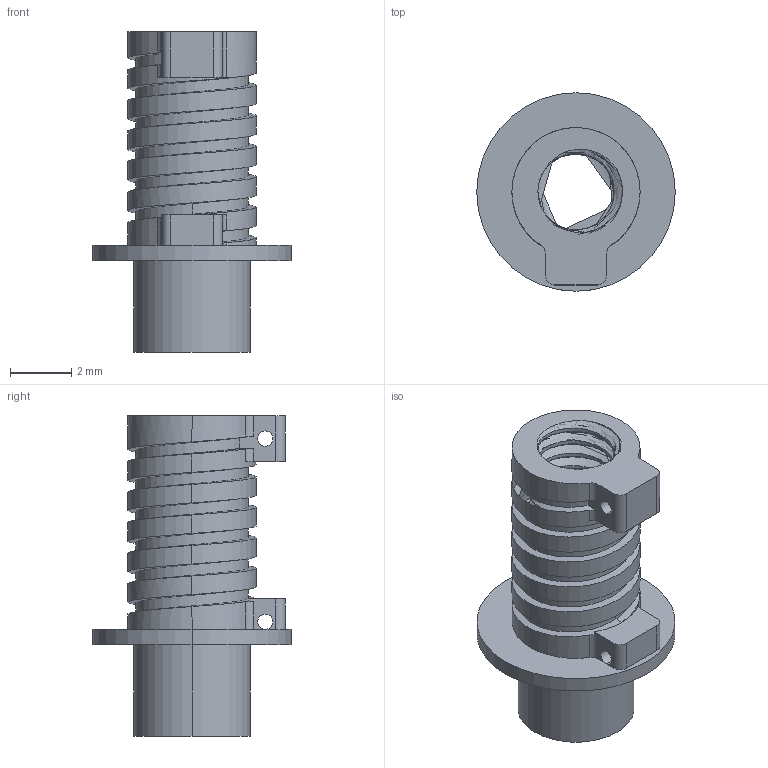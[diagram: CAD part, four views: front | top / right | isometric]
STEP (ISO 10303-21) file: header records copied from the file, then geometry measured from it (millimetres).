
FILE_DESCRIPTION (( 'STEP AP214' ), '1' );
FILE_NAME ('757562_002.STEP', '2024-04-21T06:15:23', ( '' ), ( '' ), 'SwSTEP 2.0', 'SolidWorks 2021', '' );
FILE_SCHEMA (( 'AUTOMOTIVE_DESIGN' ));
Length unit declared in the file: millimetre
Products named in the file (1): 757562_002
Bounding box: 6.5 x 6.5 x 10.5 mm (x, y, z)
Volume: 83.2 mm3; surface area: 383.7 mm2
Topology: 1 solids, 1 shells, 100 faces, 285 edges, 187 vertices
Faces by surface type: cylinder 76, plane 12, bspline 10, cone 2
Entity records: 9708 total; most frequent: CARTESIAN_POINT 7406, ORIENTED_EDGE 570, DIRECTION 375, EDGE_CURVE 285, VERTEX_POINT 187, AXIS2_PLACEMENT_3D 136, EDGE_LOOP 106, LINE 103
